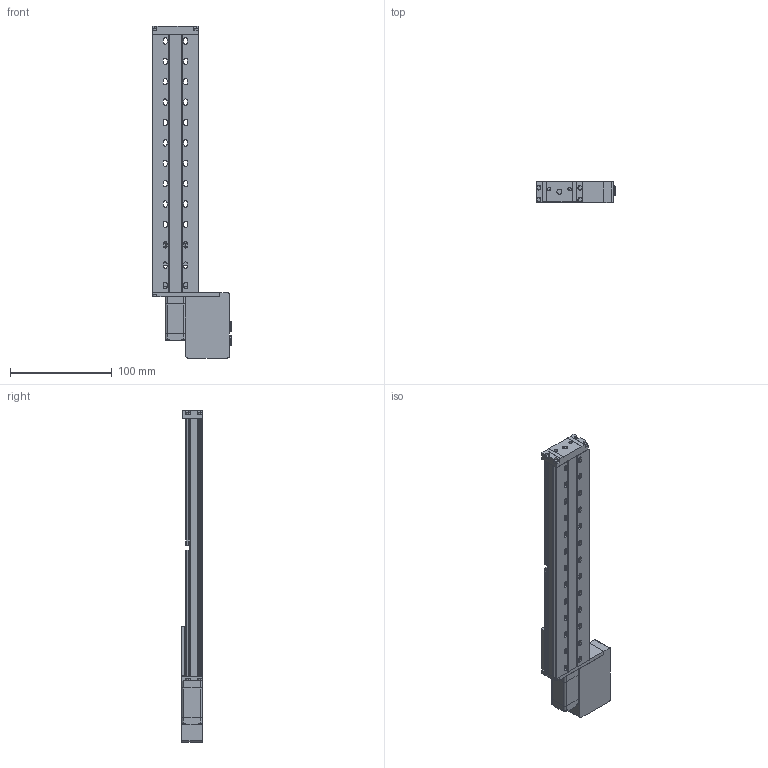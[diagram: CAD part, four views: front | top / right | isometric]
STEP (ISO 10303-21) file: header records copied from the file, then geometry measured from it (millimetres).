
FILE_DESCRIPTION (( 'STEP AP203' ), '1' );
FILE_NAME ('X-LSM200x-SVx.step', '2023-05-17T23:36:40', ( '' ), ( '' ), 'SwSTEP 2.0', 'SolidWorks 2019', '' );
FILE_SCHEMA (( 'CONFIG_CONTROL_DESIGN' ));
Length unit declared in the file: millimetre
Products named in the file (4): X-LSM200x-SVx; NMS08_motor^LSM_X-LSM-SV; LSM-V_base^LSM_X-LSM200-V; LSM_carriage^LSM_LSM-V
Assembly tree (3 placements, depth 2):
  X-LSM200x-SVx
    NMS08_motor^LSM_X-LSM-SV
    LSM_carriage^LSM_LSM-V
    LSM-V_base^LSM_X-LSM200-V
Bounding box: 77.51 x 21.4 x 325.8 mm (x, y, z)
Volume: 169383.1 mm3; surface area: 80666.7 mm2
Topology: 25 solids, 25 shells, 692 faces, 1778 edges, 1184 vertices
Faces by surface type: plane 356, cylinder 332, torus 4
Entity records: 21844 total; most frequent: DIRECTION 3850, CARTESIAN_POINT 3660, ORIENTED_EDGE 3556, EDGE_CURVE 1778, AXIS2_PLACEMENT_3D 1374, VERTEX_POINT 1184, LINE 1102, VECTOR 1102
